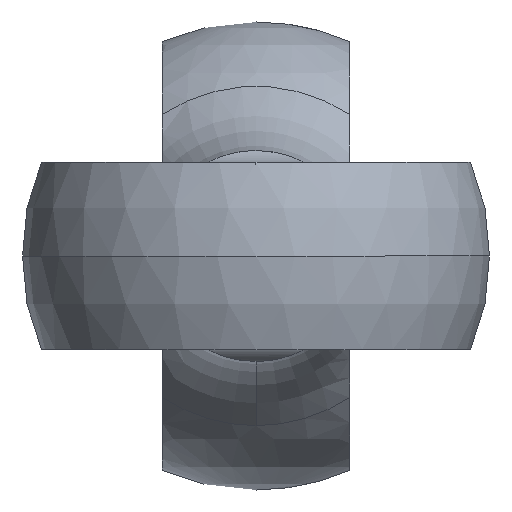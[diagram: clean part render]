
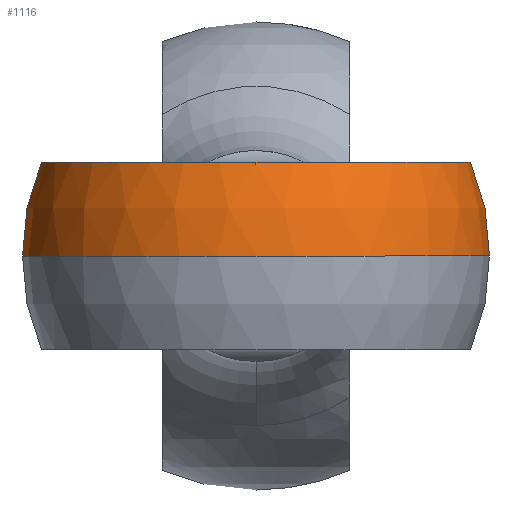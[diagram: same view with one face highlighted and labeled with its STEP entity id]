
A CAD part, left-side view. The second image highlights one B-rep face of the part: STEP entity #1116.
In plain terms, the highlighted spherical face has radius 10 mm.
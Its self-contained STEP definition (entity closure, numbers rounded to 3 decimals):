
#19 = CARTESIAN_POINT ( 'NONE',  ( -105.613, -6.047, 4. ) ) ;
#22 = CARTESIAN_POINT ( 'NONE',  ( -112.5, 0., 4. ) ) ;
#63 = CIRCLE ( 'NONE', #864, 9.165 ) ;
#97 = DIRECTION ( 'NONE',  ( 0., 1., 0. ) ) ;
#108 = EDGE_CURVE ( 'NONE', #413, #915, #63, .T. ) ;
#109 = SPHERICAL_SURFACE ( 'NONE', #1224, 10. ) ;
#124 = AXIS2_PLACEMENT_3D ( 'NONE', #1081, #613, #947 ) ;
#125 = CIRCLE ( 'NONE', #601, 7.25 ) ;
#190 = ORIENTED_EDGE ( 'NONE', *, *, #1190, .F. ) ;
#192 = CARTESIAN_POINT ( 'NONE',  ( -112.5, 0., 0. ) ) ;
#194 = CIRCLE ( 'NONE', #124, 10. ) ;
#213 = CIRCLE ( 'NONE', #1023, 7.25 ) ;
#249 = DIRECTION ( 'NONE',  ( 0., 0., 1. ) ) ;
#256 = CARTESIAN_POINT ( 'NONE',  ( -105.613, 7.25, 0. ) ) ;
#357 = ORIENTED_EDGE ( 'NONE', *, *, #755, .T. ) ;
#380 = ORIENTED_EDGE ( 'NONE', *, *, #735, .F. ) ;
#413 = VERTEX_POINT ( 'NONE', #1210 ) ;
#414 = DIRECTION ( 'NONE',  ( 0., 0., 1. ) ) ;
#434 = CARTESIAN_POINT ( 'NONE',  ( -105.613, 0., 0. ) ) ;
#510 = ORIENTED_EDGE ( 'NONE', *, *, #1390, .F. ) ;
#601 = AXIS2_PLACEMENT_3D ( 'NONE', #434, #639, #983 ) ;
#603 = CARTESIAN_POINT ( 'NONE',  ( -105.613, 0., 0. ) ) ;
#613 = DIRECTION ( 'NONE',  ( 0., 0., 1. ) ) ;
#618 = CARTESIAN_POINT ( 'NONE',  ( -112.5, 0., 0. ) ) ;
#620 = AXIS2_PLACEMENT_3D ( 'NONE', #618, #1074, #747 ) ;
#639 = DIRECTION ( 'NONE',  ( 1., 0., 0. ) ) ;
#716 = EDGE_LOOP ( 'NONE', ( #380, #357, #510, #1032, #190 ) ) ;
#735 = EDGE_CURVE ( 'NONE', #1338, #935, #837, .T. ) ;
#747 = DIRECTION ( 'NONE',  ( -1., 0., 0. ) ) ;
#755 = EDGE_CURVE ( 'NONE', #1338, #985, #194, .T. ) ;
#827 = DIRECTION ( 'NONE',  ( 1., 0., 0. ) ) ;
#837 = CIRCLE ( 'NONE', #620, 10. ) ;
#864 = AXIS2_PLACEMENT_3D ( 'NONE', #22, #249, #1336 ) ;
#915 = VERTEX_POINT ( 'NONE', #19 ) ;
#935 = VERTEX_POINT ( 'NONE', #256 ) ;
#947 = DIRECTION ( 'NONE',  ( 0., -1., 0. ) ) ;
#949 = CARTESIAN_POINT ( 'NONE',  ( -105.613, -7.25, 0. ) ) ;
#983 = DIRECTION ( 'NONE',  ( 0., 0., -1. ) ) ;
#985 = VERTEX_POINT ( 'NONE', #949 ) ;
#1023 = AXIS2_PLACEMENT_3D ( 'NONE', #603, #827, #1258 ) ;
#1032 = ORIENTED_EDGE ( 'NONE', *, *, #108, .F. ) ;
#1074 = DIRECTION ( 'NONE',  ( 0., 0., -1. ) ) ;
#1081 = CARTESIAN_POINT ( 'NONE',  ( -112.5, 0., 0. ) ) ;
#1116 = ADVANCED_FACE ( 'NONE', ( #1178 ), #109, .T. ) ;
#1161 = CARTESIAN_POINT ( 'NONE',  ( -122.5, 0., 0. ) ) ;
#1178 = FACE_OUTER_BOUND ( 'NONE', #716, .T. ) ;
#1190 = EDGE_CURVE ( 'NONE', #935, #413, #125, .T. ) ;
#1210 = CARTESIAN_POINT ( 'NONE',  ( -105.613, 6.047, 4. ) ) ;
#1224 = AXIS2_PLACEMENT_3D ( 'NONE', #192, #414, #97 ) ;
#1258 = DIRECTION ( 'NONE',  ( 0., 0., -1. ) ) ;
#1336 = DIRECTION ( 'NONE',  ( -1., 0., 0. ) ) ;
#1338 = VERTEX_POINT ( 'NONE', #1161 ) ;
#1390 = EDGE_CURVE ( 'NONE', #915, #985, #213, .T. ) ;
